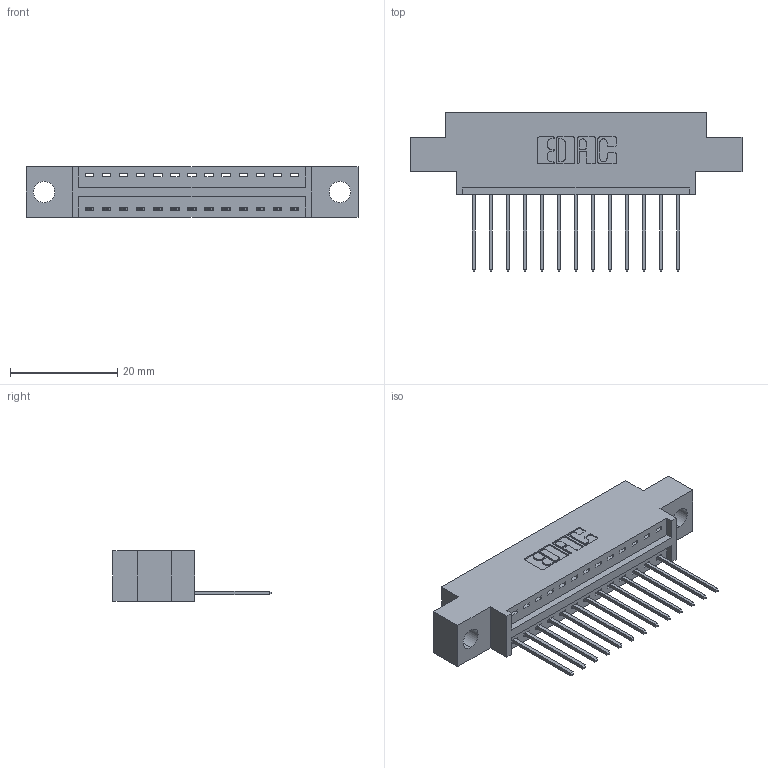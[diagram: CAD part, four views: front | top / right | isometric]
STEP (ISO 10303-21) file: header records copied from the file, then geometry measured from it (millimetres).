
FILE_DESCRIPTION (( 'STEP AP203' ), '1' );
FILE_NAME ('346-013-540-604.STEP', '2022-05-05T04:46:28', ( '' ), ( '' ), 'SwSTEP 2.0', 'SolidWorks 2020', '' );
FILE_SCHEMA (( 'CONFIG_CONTROL_DESIGN' ));
Length unit declared in the file: inch
Products named in the file (3): 346-013-540-604; 346 Part_0.170 Offset - 0.156 Dia-TH; 345-292-001_345-293-140
Assembly tree (14 placements, depth 2):
  346-013-540-604
    346 Part_0.170 Offset - 0.156 Dia-TH
    345-292-001_345-293-140  x13
Bounding box: 61.85 x 29.46 x 9.4 mm (x, y, z)
Volume: 5477.6 mm3; surface area: 6659.4 mm2
Topology: 14 solids, 14 shells, 894 faces, 2665 edges, 1758 vertices
Faces by surface type: plane 614, cylinder 280
Entity records: 12541 total; most frequent: CARTESIAN_POINT 2169, ORIENTED_EDGE 2114, DIRECTION 1947, EDGE_CURVE 1057, VECTOR 873, LINE 873, VERTEX_POINT 702, AXIS2_PLACEMENT_3D 537
